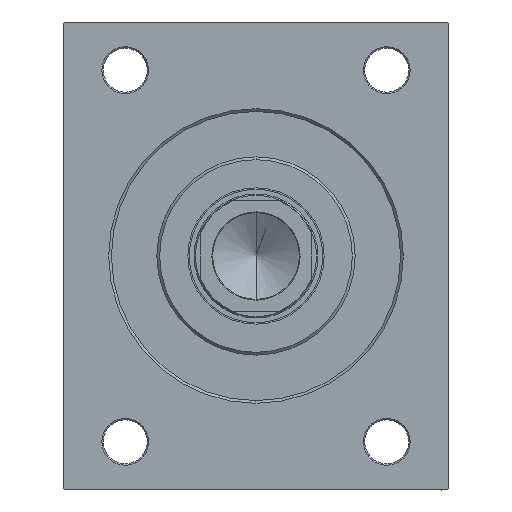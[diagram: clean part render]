
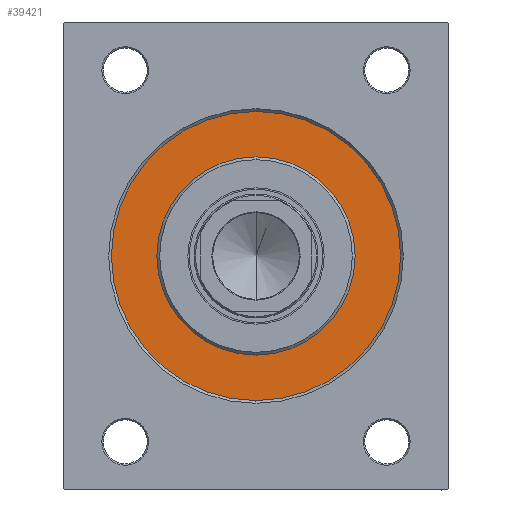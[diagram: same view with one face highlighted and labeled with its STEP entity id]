
A CAD part, left-side view. The second image highlights one B-rep face of the part: STEP entity #39421.
In plain terms, the highlighted face is planar.
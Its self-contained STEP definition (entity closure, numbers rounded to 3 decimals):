
#537 = ORIENTED_EDGE ( 'NONE', *, *, #43308, .F. ) ;
#1344 = DIRECTION ( 'NONE',  ( 0., 0., -1. ) ) ;
#1438 = CIRCLE ( 'NONE', #21811, 52.5 ) ;
#1452 = DIRECTION ( 'NONE',  ( 0., 0., 1. ) ) ;
#2393 = DIRECTION ( 'NONE',  ( -1., 0., 0. ) ) ;
#3380 = DIRECTION ( 'NONE',  ( 1., 0., 0. ) ) ;
#7722 = DIRECTION ( 'NONE',  ( -1., 0., 0. ) ) ;
#8054 = CARTESIAN_POINT ( 'NONE',  ( 0., 0., 0. ) ) ;
#8055 = AXIS2_PLACEMENT_3D ( 'NONE', #8054, #27437, #1452 ) ;
#8144 = CARTESIAN_POINT ( 'NONE',  ( 0., 0., 0. ) ) ;
#8799 = CARTESIAN_POINT ( 'NONE',  ( 0., 0., 0. ) ) ;
#9067 = CARTESIAN_POINT ( 'NONE',  ( 0., 0., -36. ) ) ;
#9431 = VERTEX_POINT ( 'NONE', #16996 ) ;
#10366 = AXIS2_PLACEMENT_3D ( 'NONE', #8144, #2393, #12737 ) ;
#10792 = EDGE_CURVE ( 'NONE', #9431, #13893, #1438, .T. ) ;
#12737 = DIRECTION ( 'NONE',  ( 0., 0., 1. ) ) ;
#13893 = VERTEX_POINT ( 'NONE', #35862 ) ;
#16996 = CARTESIAN_POINT ( 'NONE',  ( 0., 0., -52.5 ) ) ;
#19663 = EDGE_CURVE ( 'NONE', #42893, #31859, #31057, .T. ) ;
#21811 = AXIS2_PLACEMENT_3D ( 'NONE', #26889, #7722, #37438 ) ;
#23588 = ORIENTED_EDGE ( 'NONE', *, *, #19663, .F. ) ;
#24891 = FACE_OUTER_BOUND ( 'NONE', #30546, .T. ) ;
#25482 = CARTESIAN_POINT ( 'NONE',  ( 0., 0., 36. ) ) ;
#26848 = AXIS2_PLACEMENT_3D ( 'NONE', #8799, #28848, #1344 ) ;
#26889 = CARTESIAN_POINT ( 'NONE',  ( 0., 0., 0. ) ) ;
#27034 = CIRCLE ( 'NONE', #8055, 52.5 ) ;
#27437 = DIRECTION ( 'NONE',  ( -1., 0., 0. ) ) ;
#27576 = EDGE_CURVE ( 'NONE', #13893, #9431, #27034, .T. ) ;
#28185 = FACE_BOUND ( 'NONE', #34065, .T. ) ;
#28848 = DIRECTION ( 'NONE',  ( 1., 0., 0. ) ) ;
#29475 = ORIENTED_EDGE ( 'NONE', *, *, #10792, .F. ) ;
#30546 = EDGE_LOOP ( 'NONE', ( #29475, #31861 ) ) ;
#31057 = CIRCLE ( 'NONE', #26848, 36. ) ;
#31704 = PLANE ( 'NONE',  #10366 ) ;
#31859 = VERTEX_POINT ( 'NONE', #9067 ) ;
#31861 = ORIENTED_EDGE ( 'NONE', *, *, #27576, .F. ) ;
#32884 = CARTESIAN_POINT ( 'NONE',  ( 0., 0., 0. ) ) ;
#34065 = EDGE_LOOP ( 'NONE', ( #23588, #537 ) ) ;
#35862 = CARTESIAN_POINT ( 'NONE',  ( 0., 0., 52.5 ) ) ;
#36349 = CIRCLE ( 'NONE', #41977, 36. ) ;
#37047 = DIRECTION ( 'NONE',  ( 0., 0., -1. ) ) ;
#37438 = DIRECTION ( 'NONE',  ( 0., 0., 1. ) ) ;
#39421 = ADVANCED_FACE ( 'NONE', ( #28185, #24891 ), #31704, .F. ) ;
#41977 = AXIS2_PLACEMENT_3D ( 'NONE', #32884, #3380, #37047 ) ;
#42893 = VERTEX_POINT ( 'NONE', #25482 ) ;
#43308 = EDGE_CURVE ( 'NONE', #31859, #42893, #36349, .T. ) ;
